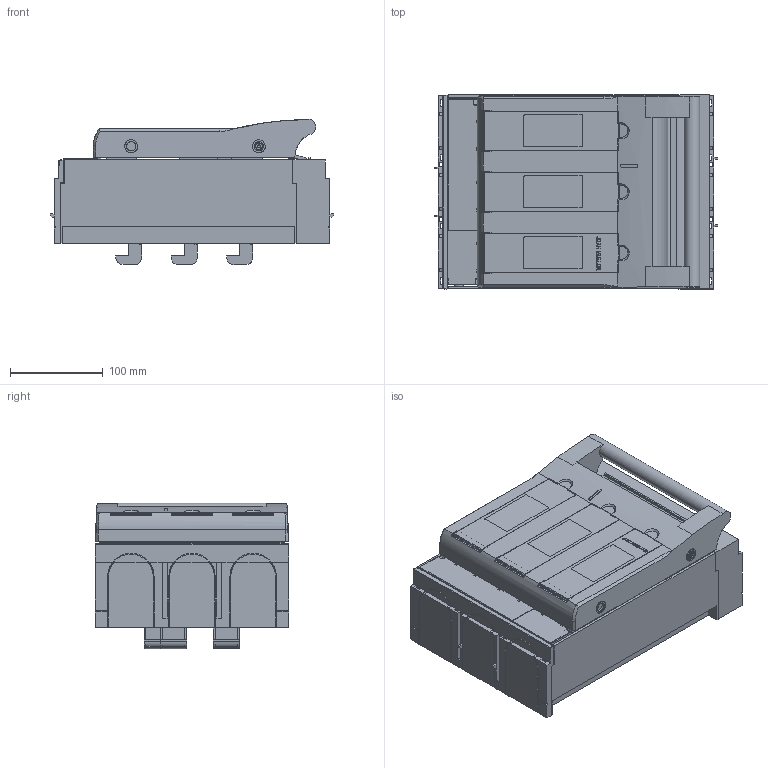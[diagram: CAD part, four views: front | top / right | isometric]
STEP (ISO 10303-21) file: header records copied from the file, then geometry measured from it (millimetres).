
FILE_DESCRIPTION(('CATIA V5 STEP'),'2;1');
FILE_NAME('T0575_L_KETO-2-3_60_Au.stp','2015-01-29T10:16:00+00:00',('none'),('Jean Müller GmbH'),'CATIA Version 5 Release 19 SP 9 (IN-10)','CATIA V5 STEP AP214','none');
FILE_SCHEMA(('AUTOMOTIVE_DESIGN { 1 0 10303 214 1 1 1 1 }'));
Products named in the file (13): T0575_L_KETO-2-3/60/Au; 34204_L_Frontplatte Gr2_3-polig; 34208_L_Scheibe Gr.1; 34236_L01_Schutzabdeckung oben Gr2_3-polig; 34237_L_Schutzabdeckung unten Gr2_3-polig; 158643_L_Anschlussschiene L2 Tr Gr2; 158644_L_Anschlussschiene L3 Tr Gr2; 34235_L_Trennergehaeuse Gr2_3-polig; 158641_L_Anschlusslasche Trenner; 5491_05_Klemmbuegel kpl; 34213_L_SK-Montagehaube; 158642_L_Anschlussschiene L1 Tr Gr2; 34208_L01_Scheibe Gr1
Assembly tree (17 placements, depth 3):
  T0575_L_KETO-2-3/60/Au
    34204_L_Frontplatte Gr2_3-polig
    34208_L_Scheibe Gr.1  x2
    34236_L01_Schutzabdeckung oben Gr2_3-polig
    34237_L_Schutzabdeckung unten Gr2_3-polig
    158643_L_Anschlussschiene L2 Tr Gr2
    158644_L_Anschlussschiene L3 Tr Gr2
    34235_L_Trennergehaeuse Gr2_3-polig
    158641_L_Anschlusslasche Trenner  x3
    5491_05_Klemmbuegel kpl  x3
      34213_L_SK-Montagehaube
    158642_L_Anschlussschiene L1 Tr Gr2
    34208_L01_Scheibe Gr1
Bounding box: 306.2 x 209.5 x 157.31 mm (x, y, z)
Volume: 2285583.5 mm3; surface area: 863958.5 mm2
Topology: 16 solids, 17 shells, 1813 faces, 5469 edges, 3623 vertices
Faces by surface type: plane 1385, cylinder 339, bspline 51, cone 30, sphere 8
Entity records: 59029 total; most frequent: CARTESIAN_POINT 13432, ORIENTED_EDGE 10032, DIRECTION 6712, EDGE_CURVE 5016, VECTOR 4077, LINE 4077, VERTEX_POINT 3321, EDGE_LOOP 1777
